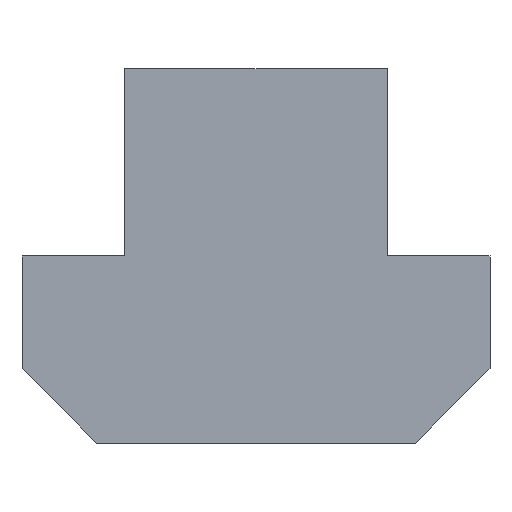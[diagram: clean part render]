
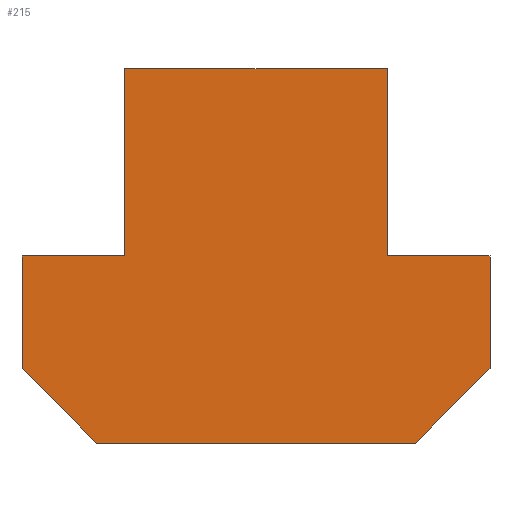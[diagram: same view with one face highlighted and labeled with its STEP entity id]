
A CAD part, front view. The second image highlights one B-rep face of the part: STEP entity #215.
In plain terms, the highlighted planar face has unit normal (0, -1, 0).
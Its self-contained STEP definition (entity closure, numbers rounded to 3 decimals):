
#125=VERTEX_POINT('',#321);
#135=VERTEX_POINT('',#333);
#145=EDGE_CURVE('',#283,#135,#345,.T.);
#147=VERTEX_POINT('',#347);
#149=EDGE_CURVE('',#251,#269,#349,.T.);
#151=EDGE_CURVE('',#135,#125,#351,.T.);
#153=EDGE_CURVE('',#183,#283,#353,.T.);
#163=EDGE_CURVE('',#191,#183,#364,.T.);
#169=VERTEX_POINT('',#370);
#183=VERTEX_POINT('',#386);
#187=EDGE_CURVE('',#147,#169,#390,.T.);
#191=VERTEX_POINT('',#394);
#215=ADVANCED_FACE('',(#422),#423,.T.);
#229=EDGE_CURVE('',#125,#243,#439,.T.);
#243=VERTEX_POINT('',#453);
#251=VERTEX_POINT('',#461);
#269=VERTEX_POINT('',#481);
#271=EDGE_CURVE('',#269,#147,#483,.T.);
#275=EDGE_CURVE('',#169,#191,#487,.T.);
#277=EDGE_CURVE('',#243,#251,#489,.T.);
#283=VERTEX_POINT('',#495);
#321=CARTESIAN_POINT('',(2.8,-10.,0.));
#333=CARTESIAN_POINT('',(2.8,-10.,4.));
#345=LINE('',#560,#561);
#347=CARTESIAN_POINT('',(-3.4,-10.,-4.));
#349=LINE('',#566,#567);
#351=LINE('',#570,#571);
#353=LINE('',#574,#575);
#364=LINE('',#589,#590);
#370=CARTESIAN_POINT('',(-5.,-10.,-2.4));
#386=CARTESIAN_POINT('',(-2.8,-10.,0.));
#390=LINE('',#622,#623);
#394=CARTESIAN_POINT('',(-5.,-10.,0.));
#422=FACE_OUTER_BOUND('',#662,.T.);
#423=PLANE('',#663);
#439=LINE('',#686,#687);
#453=CARTESIAN_POINT('',(5.,-10.,0.));
#461=CARTESIAN_POINT('',(5.,-10.,-2.4));
#481=CARTESIAN_POINT('',(3.4,-10.,-4.));
#483=LINE('',#752,#753);
#487=LINE('',#758,#759);
#489=LINE('',#762,#763);
#495=CARTESIAN_POINT('',(-2.8,-10.,4.));
#560=CARTESIAN_POINT('',(2.8,-10.,4.));
#561=VECTOR('',#837,1.0);
#566=CARTESIAN_POINT('',(3.4,-10.,-4.));
#567=VECTOR('',#838,1.0);
#570=CARTESIAN_POINT('',(2.8,-10.,0.));
#571=VECTOR('',#839,1.0);
#574=CARTESIAN_POINT('',(-2.8,-10.,4.));
#575=VECTOR('',#840,1.0);
#589=CARTESIAN_POINT('',(-2.8,-10.,0.));
#590=VECTOR('',#857,1.0);
#622=CARTESIAN_POINT('',(-5.,-10.,-2.4));
#623=VECTOR('',#879,1.0);
#662=EDGE_LOOP('',(#919,#920,#921,#922,#923,#924,#925,#926,#927,#928));
#663=AXIS2_PLACEMENT_3D('',#929,#930,#931);
#686=CARTESIAN_POINT('',(5.,-10.,0.));
#687=VECTOR('',#952,1.0);
#752=CARTESIAN_POINT('',(-3.4,-10.,-4.));
#753=VECTOR('',#984,1.0);
#758=CARTESIAN_POINT('',(-5.,-10.,0.));
#759=VECTOR('',#985,1.0);
#762=CARTESIAN_POINT('',(5.,-10.,-2.4));
#763=VECTOR('',#986,1.0);
#837=DIRECTION('',(1.0,0.0,0.0));
#838=DIRECTION('',(-0.707,0.,-0.707));
#839=DIRECTION('',(0.0,0.,-1.0));
#840=DIRECTION('',(0.0,0.,1.0));
#857=DIRECTION('',(1.0,0.0,0.0));
#879=DIRECTION('',(-0.707,0.,0.707));
#919=ORIENTED_EDGE('',*,*,#149,.F.);
#920=ORIENTED_EDGE('',*,*,#277,.F.);
#921=ORIENTED_EDGE('',*,*,#229,.F.);
#922=ORIENTED_EDGE('',*,*,#151,.F.);
#923=ORIENTED_EDGE('',*,*,#145,.F.);
#924=ORIENTED_EDGE('',*,*,#153,.F.);
#925=ORIENTED_EDGE('',*,*,#163,.F.);
#926=ORIENTED_EDGE('',*,*,#275,.F.);
#927=ORIENTED_EDGE('',*,*,#187,.F.);
#928=ORIENTED_EDGE('',*,*,#271,.F.);
#929=CARTESIAN_POINT('',(0.,-10.,-0.265));
#930=DIRECTION('',(0.0,-1.0,0.));
#931=DIRECTION('',(1.0,0.0,0.0));
#952=DIRECTION('',(1.0,0.0,0.0));
#984=DIRECTION('',(-1.0,0.0,0.0));
#985=DIRECTION('',(0.0,0.,1.0));
#986=DIRECTION('',(0.0,0.,-1.0));
